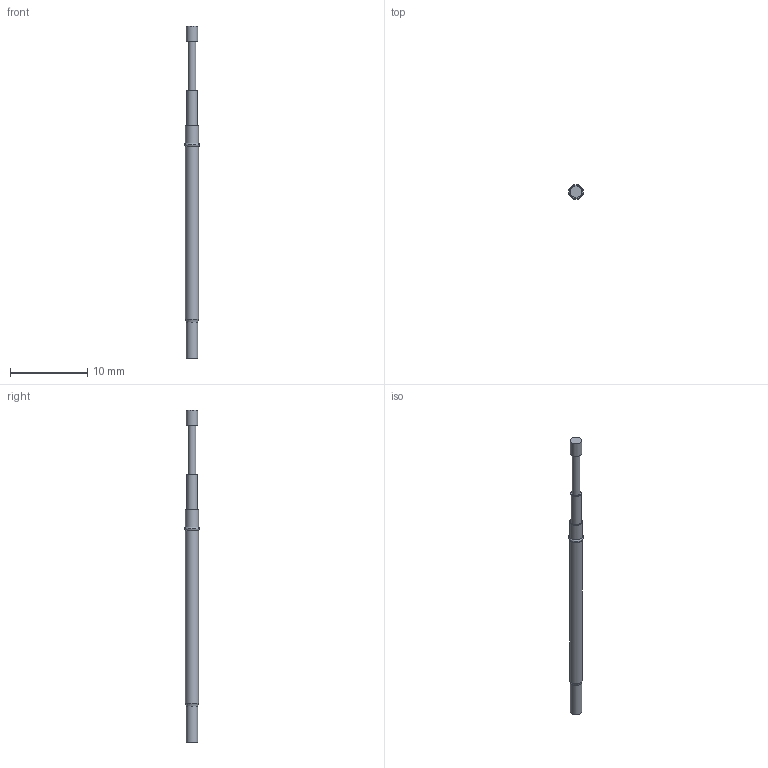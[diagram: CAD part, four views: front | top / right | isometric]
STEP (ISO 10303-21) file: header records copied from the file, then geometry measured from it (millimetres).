
FILE_DESCRIPTION(('FreeCAD Model'),'2;1');
FILE_NAME('R100-2S-P100-G2','2021-04-17T23:13:37',('FreeCAD'),( 'FreeCAD'),'R100-2S-P100-G2','FreeCAD','Unknown');
FILE_SCHEMA(('AUTOMOTIVE_DESIGN_CC2 { 1 2 10303 214 -1 1 5 4 }'));
Length unit declared in the file: millimetre
Products named in the file (4): R100-2S-P100-G2
Assembly tree (3 placements, depth 2):
  R100-2S-P100-G2
    R100-2S-P100-G2
    R100-2S-P100-G2
    R100-2S-P100-G2
Bounding box: 1.93 x 1.93 x 42.85 mm (x, y, z)
Volume: 65.1 mm3; surface area: 530.3 mm2
Topology: 3 solids, 3 shells, 23 faces, 34 edges, 20 vertices
Faces by surface type: cylinder 9, plane 9, cone 3, torus 2
Full cylindrical faces by diameter (mm): 1 x1, 1.02 x1, 1.36 x2, 1.38 x1, 1.47 x1, 1.5 x1, 1.68 x2
Entity records: 1004 total; most frequent: DIRECTION 174, CARTESIAN_POINT 153, ORIENTED_EDGE 68, PCURVE 68, DEFINITIONAL_REPRESENTATION 68, LINE 64, VECTOR 64, AXIS2_PLACEMENT_3D 49
